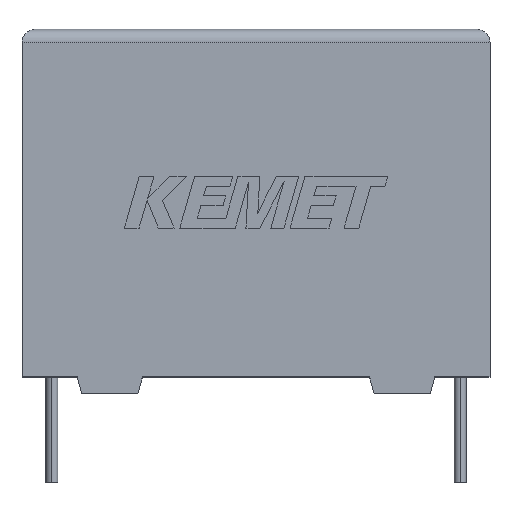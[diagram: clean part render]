
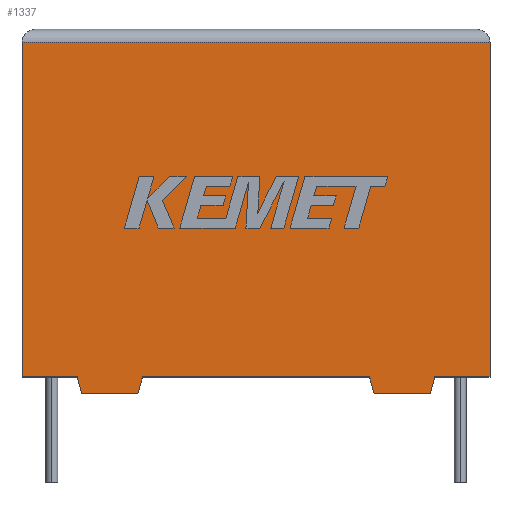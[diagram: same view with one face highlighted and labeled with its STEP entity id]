
A CAD part, top view. The second image highlights one B-rep face of the part: STEP entity #1337.
In plain terms, the highlighted planar face has unit normal (0, 0, 1).
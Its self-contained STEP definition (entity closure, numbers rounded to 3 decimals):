
#28 = CARTESIAN_POINT ( 'NONE',  ( 27.48, -1.102, 14.5 ) ) ;
#57 = CARTESIAN_POINT ( 'NONE',  ( 0., 0., 14.5 ) ) ;
#67 = ORIENTED_EDGE ( 'NONE', *, *, #1574, .T. ) ;
#71 = VECTOR ( 'NONE', #3198, 1000. ) ;
#77 = EDGE_CURVE ( 'NONE', #378, #1869, #1093, .T. ) ;
#126 = CARTESIAN_POINT ( 'NONE',  ( 31.5, 0., 14.5 ) ) ;
#183 = EDGE_CURVE ( 'NONE', #1869, #2106, #722, .T. ) ;
#202 = VECTOR ( 'NONE', #2549, 1000. ) ;
#248 = EDGE_CURVE ( 'NONE', #1384, #1240, #1301, .T. ) ;
#378 = VERTEX_POINT ( 'NONE', #409 ) ;
#409 = CARTESIAN_POINT ( 'NONE',  ( 27.78, 0., 14.5 ) ) ;
#455 = VECTOR ( 'NONE', #2102, 1000. ) ;
#460 = CARTESIAN_POINT ( 'NONE',  ( 27.48, -1.102, 14.5 ) ) ;
#491 = CARTESIAN_POINT ( 'NONE',  ( 8.106, 0., 14.5 ) ) ;
#551 = LINE ( 'NONE', #2054, #1607 ) ;
#584 = ORIENTED_EDGE ( 'NONE', *, *, #248, .T. ) ;
#620 = CARTESIAN_POINT ( 'NONE',  ( 23.694, -1.102, 14.5 ) ) ;
#631 = CARTESIAN_POINT ( 'NONE',  ( 0., 22.515, 14.5 ) ) ;
#647 = VERTEX_POINT ( 'NONE', #1306 ) ;
#676 = CARTESIAN_POINT ( 'NONE',  ( 4.02, -1.102, 14.5 ) ) ;
#697 = CARTESIAN_POINT ( 'NONE',  ( 0., 0., 14.5 ) ) ;
#708 = LINE ( 'NONE', #620, #71 ) ;
#722 = LINE ( 'NONE', #126, #761 ) ;
#761 = VECTOR ( 'NONE', #2655, 1000. ) ;
#767 = LINE ( 'NONE', #2069, #1857 ) ;
#783 = ORIENTED_EDGE ( 'NONE', *, *, #1248, .T. ) ;
#786 = VECTOR ( 'NONE', #2304, 1000. ) ;
#822 = CARTESIAN_POINT ( 'NONE',  ( 23.694, -1.102, 14.5 ) ) ;
#853 = VECTOR ( 'NONE', #1651, 1000. ) ;
#928 = EDGE_CURVE ( 'NONE', #3113, #647, #3130, .T. ) ;
#948 = EDGE_CURVE ( 'NONE', #1716, #2606, #551, .T. ) ;
#969 = EDGE_CURVE ( 'NONE', #2106, #3195, #1040, .T. ) ;
#1024 = ORIENTED_EDGE ( 'NONE', *, *, #77, .T. ) ;
#1040 = LINE ( 'NONE', #631, #853 ) ;
#1055 = ORIENTED_EDGE ( 'NONE', *, *, #969, .T. ) ;
#1061 = CARTESIAN_POINT ( 'NONE',  ( 0., 0., 14.5 ) ) ;
#1093 = LINE ( 'NONE', #57, #455 ) ;
#1102 = ORIENTED_EDGE ( 'NONE', *, *, #928, .T. ) ;
#1185 = ORIENTED_EDGE ( 'NONE', *, *, #1796, .T. ) ;
#1199 = LINE ( 'NONE', #1320, #2420 ) ;
#1219 = CARTESIAN_POINT ( 'NONE',  ( 7.806, -1.102, 14.5 ) ) ;
#1227 = EDGE_CURVE ( 'NONE', #2087, #647, #708, .T. ) ;
#1240 = VERTEX_POINT ( 'NONE', #2614 ) ;
#1248 = EDGE_CURVE ( 'NONE', #3195, #1716, #2608, .T. ) ;
#1290 = EDGE_CURVE ( 'NONE', #378, #1944, #1199, .T. ) ;
#1301 = LINE ( 'NONE', #676, #2242 ) ;
#1306 = CARTESIAN_POINT ( 'NONE',  ( 23.394, 0., 14.5 ) ) ;
#1320 = CARTESIAN_POINT ( 'NONE',  ( 27.78, 0., 14.5 ) ) ;
#1337 = ADVANCED_FACE ( 'NONE', ( #1705 ), #2359, .F. ) ;
#1363 = ORIENTED_EDGE ( 'NONE', *, *, #2511, .F. ) ;
#1368 = CARTESIAN_POINT ( 'NONE',  ( 0., 0., 14.5 ) ) ;
#1384 = VERTEX_POINT ( 'NONE', #2133 ) ;
#1446 = CARTESIAN_POINT ( 'NONE',  ( 0., 0., 14.5 ) ) ;
#1565 = CARTESIAN_POINT ( 'NONE',  ( 3.72, 0., 14.5 ) ) ;
#1574 = EDGE_CURVE ( 'NONE', #2606, #1384, #767, .T. ) ;
#1607 = VECTOR ( 'NONE', #1832, 1000. ) ;
#1616 = DIRECTION ( 'NONE',  ( 0., 0., -1. ) ) ;
#1651 = DIRECTION ( 'NONE',  ( -1., 0., 0. ) ) ;
#1705 = FACE_OUTER_BOUND ( 'NONE', #2244, .T. ) ;
#1716 = VERTEX_POINT ( 'NONE', #697 ) ;
#1796 = EDGE_CURVE ( 'NONE', #1240, #3113, #1922, .T. ) ;
#1800 = DIRECTION ( 'NONE',  ( 0.263, -0.965, 0. ) ) ;
#1827 = DIRECTION ( 'NONE',  ( 0.263, 0.965, 0. ) ) ;
#1832 = DIRECTION ( 'NONE',  ( 1., 0., 0. ) ) ;
#1857 = VECTOR ( 'NONE', #1800, 1000. ) ;
#1869 = VERTEX_POINT ( 'NONE', #2421 ) ;
#1889 = DIRECTION ( 'NONE',  ( -1., 0., 0. ) ) ;
#1922 = LINE ( 'NONE', #1219, #2074 ) ;
#1944 = VERTEX_POINT ( 'NONE', #460 ) ;
#2054 = CARTESIAN_POINT ( 'NONE',  ( 0., 0., 14.5 ) ) ;
#2069 = CARTESIAN_POINT ( 'NONE',  ( 3.72, 0., 14.5 ) ) ;
#2074 = VECTOR ( 'NONE', #1827, 1000. ) ;
#2076 = CARTESIAN_POINT ( 'NONE',  ( 31.5, 22.515, 14.5 ) ) ;
#2087 = VERTEX_POINT ( 'NONE', #822 ) ;
#2102 = DIRECTION ( 'NONE',  ( 1., 0., 0. ) ) ;
#2106 = VERTEX_POINT ( 'NONE', #2076 ) ;
#2117 = DIRECTION ( 'NONE',  ( -0.263, -0.965, 0. ) ) ;
#2133 = CARTESIAN_POINT ( 'NONE',  ( 4.02, -1.102, 14.5 ) ) ;
#2195 = LINE ( 'NONE', #28, #786 ) ;
#2242 = VECTOR ( 'NONE', #2621, 1000. ) ;
#2244 = EDGE_LOOP ( 'NONE', ( #2781, #1055, #783, #2644, #67, #584, #1185, #1102, #2463, #1363, #2417, #1024 ) ) ;
#2304 = DIRECTION ( 'NONE',  ( -1., 0., 0. ) ) ;
#2359 = PLANE ( 'NONE',  #3189 ) ;
#2417 = ORIENTED_EDGE ( 'NONE', *, *, #1290, .F. ) ;
#2420 = VECTOR ( 'NONE', #2117, 1000. ) ;
#2421 = CARTESIAN_POINT ( 'NONE',  ( 31.5, 0., 14.5 ) ) ;
#2463 = ORIENTED_EDGE ( 'NONE', *, *, #1227, .F. ) ;
#2511 = EDGE_CURVE ( 'NONE', #1944, #2087, #2195, .T. ) ;
#2547 = CARTESIAN_POINT ( 'NONE',  ( 0., 22.515, 14.5 ) ) ;
#2549 = DIRECTION ( 'NONE',  ( 1., 0., 0. ) ) ;
#2606 = VERTEX_POINT ( 'NONE', #1565 ) ;
#2608 = LINE ( 'NONE', #1446, #2726 ) ;
#2614 = CARTESIAN_POINT ( 'NONE',  ( 7.806, -1.102, 14.5 ) ) ;
#2621 = DIRECTION ( 'NONE',  ( 1., 0., 0. ) ) ;
#2644 = ORIENTED_EDGE ( 'NONE', *, *, #948, .T. ) ;
#2655 = DIRECTION ( 'NONE',  ( 0., 1., 0. ) ) ;
#2726 = VECTOR ( 'NONE', #3211, 1000. ) ;
#2781 = ORIENTED_EDGE ( 'NONE', *, *, #183, .T. ) ;
#3113 = VERTEX_POINT ( 'NONE', #491 ) ;
#3130 = LINE ( 'NONE', #1061, #202 ) ;
#3189 = AXIS2_PLACEMENT_3D ( 'NONE', #1368, #1616, #1889 ) ;
#3195 = VERTEX_POINT ( 'NONE', #2547 ) ;
#3198 = DIRECTION ( 'NONE',  ( -0.263, 0.965, 0. ) ) ;
#3211 = DIRECTION ( 'NONE',  ( 0., -1., 0. ) ) ;
